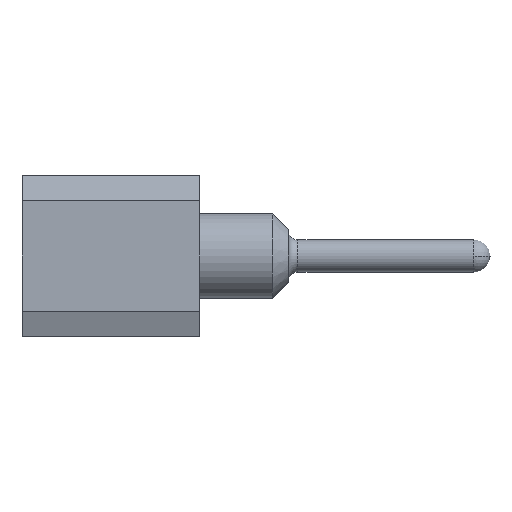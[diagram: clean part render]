
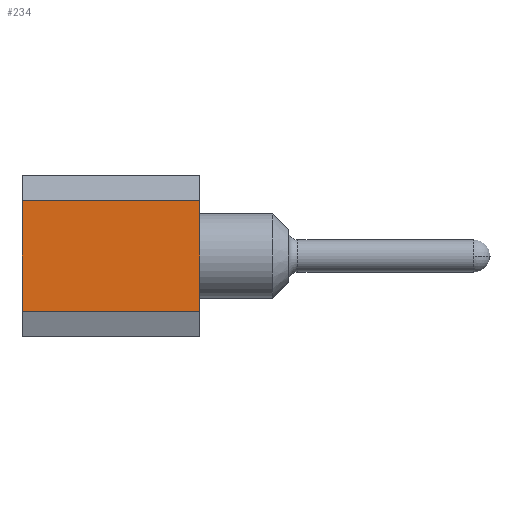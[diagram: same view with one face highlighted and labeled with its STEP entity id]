
A CAD part, left-side view. The second image highlights one B-rep face of the part: STEP entity #234.
In plain terms, the highlighted planar face has unit normal (-1, 0, 0).
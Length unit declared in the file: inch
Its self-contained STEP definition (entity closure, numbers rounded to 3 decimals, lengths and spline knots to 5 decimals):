
#5 = LINE ( 'NONE', #1802, #2482 ) ;
#208 = LINE ( 'NONE', #3886, #2840 ) ;
#234 = ADVANCED_FACE ( 'NONE', ( #3197 ), #1736, .T. ) ;
#360 = DIRECTION ( 'NONE',  ( 0., 1., 0. ) ) ;
#495 = VECTOR ( 'NONE', #2471, 39.37008 ) ;
#719 = CARTESIAN_POINT ( 'NONE',  ( -0.01203, 0., -0.08425 ) ) ;
#738 = EDGE_LOOP ( 'NONE', ( #2570, #3936, #3792, #1347 ) ) ;
#886 = CARTESIAN_POINT ( 'NONE',  ( -0.01203, -0.11, -0.08425 ) ) ;
#1064 = EDGE_CURVE ( 'NONE', #1725, #1876, #208, .T. ) ;
#1153 = EDGE_CURVE ( 'NONE', #2999, #1645, #1603, .T. ) ;
#1237 = DIRECTION ( 'NONE',  ( 0., 0., 1. ) ) ;
#1250 = CARTESIAN_POINT ( 'NONE',  ( -0.01203, -0.11, -0.08425 ) ) ;
#1347 = ORIENTED_EDGE ( 'NONE', *, *, #1064, .T. ) ;
#1603 = LINE ( 'NONE', #3758, #3089 ) ;
#1645 = VERTEX_POINT ( 'NONE', #719 ) ;
#1725 = VERTEX_POINT ( 'NONE', #2667 ) ;
#1736 = PLANE ( 'NONE',  #1917 ) ;
#1802 = CARTESIAN_POINT ( 'NONE',  ( -0.01203, 0., -0.08425 ) ) ;
#1876 = VERTEX_POINT ( 'NONE', #2758 ) ;
#1917 = AXIS2_PLACEMENT_3D ( 'NONE', #3863, #2335, #3843 ) ;
#1983 = EDGE_CURVE ( 'NONE', #2999, #1725, #2222, .T. ) ;
#2222 = LINE ( 'NONE', #1250, #495 ) ;
#2335 = DIRECTION ( 'NONE',  ( -1., 0., 0. ) ) ;
#2471 = DIRECTION ( 'NONE',  ( 0., 0., 1. ) ) ;
#2482 = VECTOR ( 'NONE', #1237, 39.37008 ) ;
#2570 = ORIENTED_EDGE ( 'NONE', *, *, #2981, .F. ) ;
#2667 = CARTESIAN_POINT ( 'NONE',  ( -0.01203, -0.11, -0.01575 ) ) ;
#2758 = CARTESIAN_POINT ( 'NONE',  ( -0.01203, 0., -0.01575 ) ) ;
#2840 = VECTOR ( 'NONE', #3085, 39.37008 ) ;
#2981 = EDGE_CURVE ( 'NONE', #1645, #1876, #5, .T. ) ;
#2999 = VERTEX_POINT ( 'NONE', #886 ) ;
#3085 = DIRECTION ( 'NONE',  ( 0., 1., 0. ) ) ;
#3089 = VECTOR ( 'NONE', #360, 39.37008 ) ;
#3197 = FACE_OUTER_BOUND ( 'NONE', #738, .T. ) ;
#3758 = CARTESIAN_POINT ( 'NONE',  ( -0.01203, -0.11, -0.08425 ) ) ;
#3792 = ORIENTED_EDGE ( 'NONE', *, *, #1983, .T. ) ;
#3843 = DIRECTION ( 'NONE',  ( 0., 0., 1. ) ) ;
#3863 = CARTESIAN_POINT ( 'NONE',  ( -0.01203, -0.11, -0.08425 ) ) ;
#3886 = CARTESIAN_POINT ( 'NONE',  ( -0.01203, -0.11, -0.01575 ) ) ;
#3936 = ORIENTED_EDGE ( 'NONE', *, *, #1153, .F. ) ;
